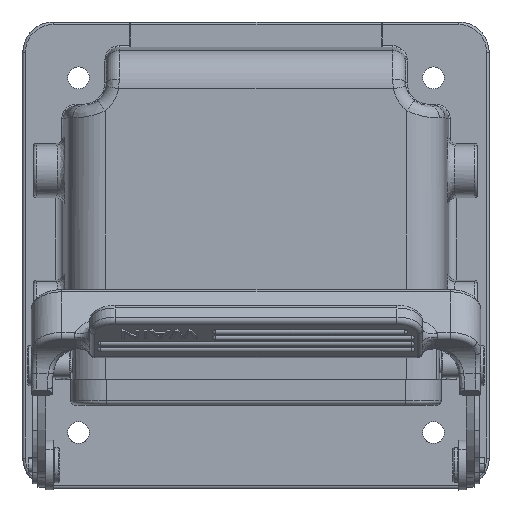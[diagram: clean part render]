
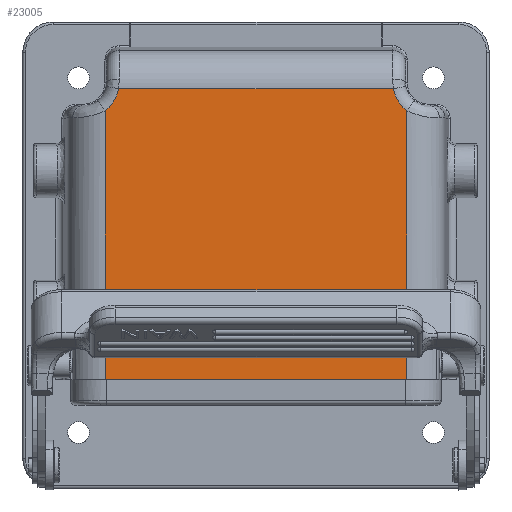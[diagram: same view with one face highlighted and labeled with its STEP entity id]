
A CAD part, top view. The second image highlights one B-rep face of the part: STEP entity #23005.
In plain terms, the highlighted planar face has unit normal (0, 0, 1).
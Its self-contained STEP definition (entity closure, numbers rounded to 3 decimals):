
#903=DIRECTION('',(-1.,0.,0.));
#904=VECTOR('',#903,59.49);
#905=CARTESIAN_POINT('',(73.615,18.145,-0.743));
#906=LINE('',#905,#904);
#907=CARTESIAN_POINT('',(9.87,76.745,-0.743));
#908=DIRECTION('',(0.,0.,1.));
#909=DIRECTION('',(0.608,-0.794,0.));
#910=AXIS2_PLACEMENT_3D('',#907,#908,#909);
#912=CARTESIAN_POINT('',(77.87,76.745,-0.743));
#913=DIRECTION('',(0.,0.,1.));
#914=DIRECTION('',(-0.984,-0.177,0.));
#915=AXIS2_PLACEMENT_3D('',#912,#913,#914);
#917=DIRECTION('',(0.,-1.,0.));
#918=VECTOR('',#917,53.042);
#919=CARTESIAN_POINT('',(73.615,71.186,-0.743));
#920=LINE('',#919,#918);
#926=DIRECTION('',(0.,-1.,0.));
#927=VECTOR('',#926,53.042);
#928=CARTESIAN_POINT('',(14.125,71.186,-0.743));
#929=LINE('',#928,#927);
#1573=CARTESIAN_POINT('',(73.615,71.186,
-0.743));
#1602=DIRECTION('',(-1.,0.,0.));
#1603=VECTOR('',#1602,54.221);
#1604=CARTESIAN_POINT('',(70.98,75.504,
-0.743));
#1605=LINE('',#1604,#1603);
#17709=VERTEX_POINT('',#1573);
#17875=CARTESIAN_POINT('',(70.98,75.504,
-0.743));
#17876=VERTEX_POINT('',#17875);
#17877=CARTESIAN_POINT('',(14.125,71.186,
-0.743));
#17878=CARTESIAN_POINT('',(16.76,75.504,
-0.743));
#17879=VERTEX_POINT('',#17877);
#17880=VERTEX_POINT('',#17878);
#21478=CARTESIAN_POINT('',(73.615,18.145,
-0.743));
#21479=VERTEX_POINT('',#21478);
#21480=CARTESIAN_POINT('',(14.125,18.145,
-0.743));
#21481=VERTEX_POINT('',#21480);
#22988=CARTESIAN_POINT('',(43.87,46.824,
-0.743));
#22989=DIRECTION('',(0.,0.,1.));
#22990=DIRECTION('',(0.,1.,0.));
#22991=AXIS2_PLACEMENT_3D('',#22988,#22989,#22990);
#22992=PLANE('',#22991);
#22993=ORIENTED_EDGE('',*,*,#22879,.T.);
#22995=ORIENTED_EDGE('',*,*,#22994,.F.);
#22997=ORIENTED_EDGE('',*,*,#22996,.T.);
#22999=ORIENTED_EDGE('',*,*,#22998,.F.);
#23001=ORIENTED_EDGE('',*,*,#23000,.T.);
#23002=ORIENTED_EDGE('',*,*,#22974,.T.);
#23003=EDGE_LOOP('',(#22993,#22995,#22997,#22999,#23001,#23002));
#23004=FACE_OUTER_BOUND('',#23003,.F.);
#911=CIRCLE('',#910,7.);
#916=CIRCLE('',#915,7.);
#22879=EDGE_CURVE('',#21479,#21481,#906,.T.);
#22974=EDGE_CURVE('',#17709,#21479,#920,.T.);
#22994=EDGE_CURVE('',#17879,#21481,#929,.T.);
#22996=EDGE_CURVE('',#17879,#17880,#911,.T.);
#22998=EDGE_CURVE('',#17876,#17880,#1605,.T.);
#23000=EDGE_CURVE('',#17876,#17709,#916,.T.);
#23005=ADVANCED_FACE('',(#23004),#22992,.T.);
